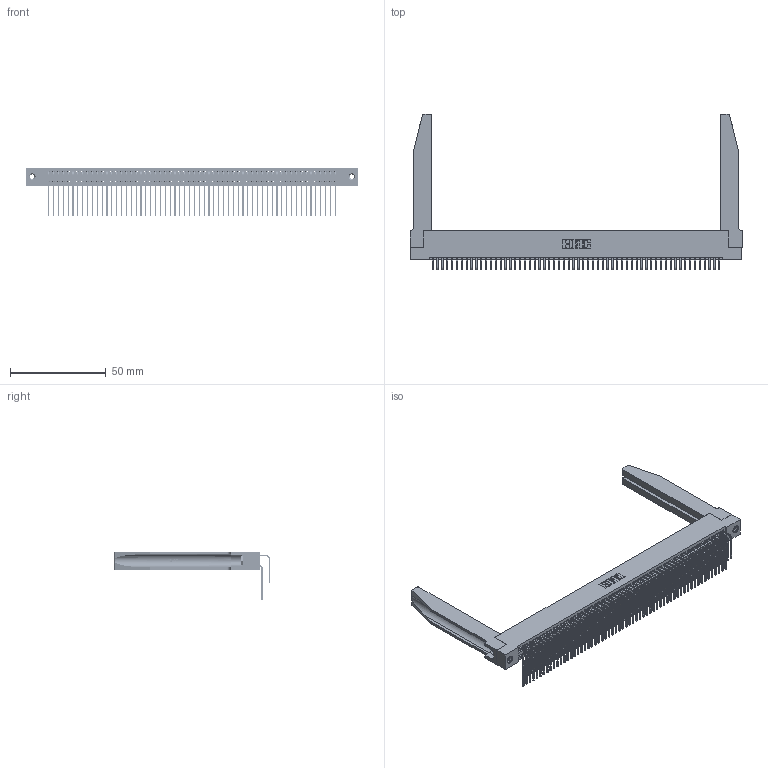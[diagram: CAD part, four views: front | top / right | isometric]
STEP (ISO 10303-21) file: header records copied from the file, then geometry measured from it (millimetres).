
FILE_DESCRIPTION (( 'STEP AP203' ), '1' );
FILE_NAME ('345-120-559-278.STEP', '2019-11-06T04:26:50', ( '' ), ( '' ), 'SwSTEP 2.0', 'SolidWorks 2016', '' );
FILE_SCHEMA (( 'CONFIG_CONTROL_DESIGN' ));
Length unit declared in the file: inch
Products named in the file (6): 345 Part_Flush Mounting Lugs - 0.156 Dia-TH; 345-220-078_345-220-078; 345-292-001_559 Tail - 2; 345-292-001_558 559 Tail - 1; 345-250-001_345-250-001-102; 345-120-559-278
Assembly tree (125 placements, depth 2):
  345-120-559-278
    345 Part_Flush Mounting Lugs - 0.156 Dia-TH
    345-292-001_558 559 Tail - 1  x60
    345-292-001_559 Tail - 2  x60
    345-250-001_345-250-001-102  x2
    345-220-078_345-220-078  x2
Bounding box: 173.63 x 81.52 x 25.53 mm (x, y, z)
Volume: 25496.8 mm3; surface area: 36644.8 mm2
Topology: 125 solids, 125 shells, 6600 faces, 19549 edges, 12862 vertices
Faces by surface type: plane 4422, cylinder 2126, bspline 36, cone 12, torus 4
Entity records: 51046 total; most frequent: CARTESIAN_POINT 9502, ORIENTED_EDGE 8282, DIRECTION 7323, EDGE_CURVE 4141, LINE 3635, VECTOR 3635, VERTEX_POINT 2752, AXIS2_PLACEMENT_3D 1844
